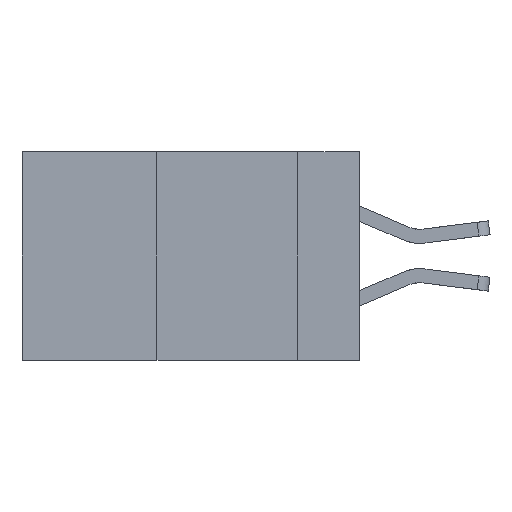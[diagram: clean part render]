
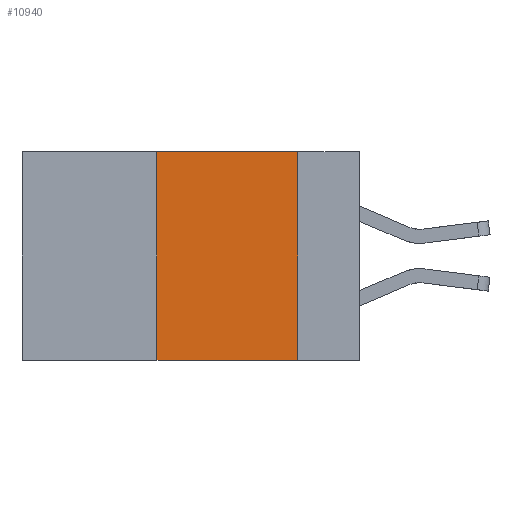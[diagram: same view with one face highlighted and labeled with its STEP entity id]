
A CAD part, left-side view. The second image highlights one B-rep face of the part: STEP entity #10940.
In plain terms, the highlighted planar face has unit normal (-1, 0, 0).
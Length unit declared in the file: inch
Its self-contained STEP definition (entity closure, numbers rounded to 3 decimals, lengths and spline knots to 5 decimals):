
#91 = DIRECTION ( 'NONE',  ( 0., 0., 1. ) ) ;
#158 = EDGE_CURVE ( 'NONE', #7723, #2337, #2701, .T. ) ;
#813 = DIRECTION ( 'NONE',  ( 1., 0., 0. ) ) ;
#1151 = CARTESIAN_POINT ( 'NONE',  ( 0., 0.11, -0.37 ) ) ;
#1371 = ORIENTED_EDGE ( 'NONE', *, *, #158, .F. ) ;
#1416 = EDGE_CURVE ( 'NONE', #2337, #6268, #1922, .T. ) ;
#1684 = CARTESIAN_POINT ( 'NONE',  ( 0., 0.6, 0. ) ) ;
#1922 = LINE ( 'NONE', #9424, #2979 ) ;
#1979 = DIRECTION ( 'NONE',  ( 0., -1., 0. ) ) ;
#1994 = CARTESIAN_POINT ( 'NONE',  ( 0., 0.36, -0.37 ) ) ;
#2337 = VERTEX_POINT ( 'NONE', #3421 ) ;
#2452 = LINE ( 'NONE', #10634, #3203 ) ;
#2701 = LINE ( 'NONE', #1684, #12369 ) ;
#2912 = ORIENTED_EDGE ( 'NONE', *, *, #6023, .F. ) ;
#2979 = VECTOR ( 'NONE', #10433, 39.37008 ) ;
#3203 = VECTOR ( 'NONE', #1979, 39.37008 ) ;
#3375 = CARTESIAN_POINT ( 'NONE',  ( 0., 0.36, 0. ) ) ;
#3421 = CARTESIAN_POINT ( 'NONE',  ( 0., 0.11, 0. ) ) ;
#3839 = EDGE_CURVE ( 'NONE', #9514, #6268, #2452, .T. ) ;
#3929 = CARTESIAN_POINT ( 'NONE',  ( 0., 0.36, 0. ) ) ;
#4364 = AXIS2_PLACEMENT_3D ( 'NONE', #10396, #813, #7574 ) ;
#5451 = DIRECTION ( 'NONE',  ( 0., -1., 0. ) ) ;
#6023 = EDGE_CURVE ( 'NONE', #9514, #7723, #11999, .T. ) ;
#6240 = VECTOR ( 'NONE', #91, 39.37008 ) ;
#6268 = VERTEX_POINT ( 'NONE', #1151 ) ;
#6901 = EDGE_LOOP ( 'NONE', ( #11810, #1371, #2912, #8710 ) ) ;
#7574 = DIRECTION ( 'NONE',  ( 0., 0., -1. ) ) ;
#7723 = VERTEX_POINT ( 'NONE', #3375 ) ;
#8435 = PLANE ( 'NONE',  #4364 ) ;
#8710 = ORIENTED_EDGE ( 'NONE', *, *, #3839, .T. ) ;
#9094 = FACE_OUTER_BOUND ( 'NONE', #6901, .T. ) ;
#9424 = CARTESIAN_POINT ( 'NONE',  ( 0., 0.11, 0. ) ) ;
#9514 = VERTEX_POINT ( 'NONE', #1994 ) ;
#10396 = CARTESIAN_POINT ( 'NONE',  ( 0., 0.6, 0. ) ) ;
#10433 = DIRECTION ( 'NONE',  ( 0., 0., -1. ) ) ;
#10634 = CARTESIAN_POINT ( 'NONE',  ( 0., 0.6, -0.37 ) ) ;
#10940 = ADVANCED_FACE ( 'NONE', ( #9094 ), #8435, .F. ) ;
#11810 = ORIENTED_EDGE ( 'NONE', *, *, #1416, .F. ) ;
#11999 = LINE ( 'NONE', #3929, #6240 ) ;
#12369 = VECTOR ( 'NONE', #5451, 39.37008 ) ;
